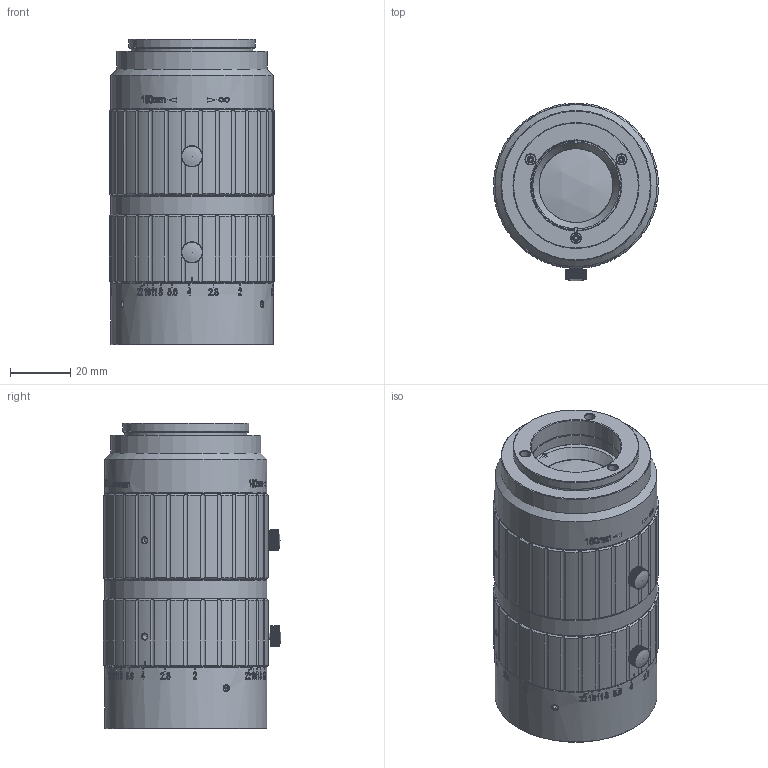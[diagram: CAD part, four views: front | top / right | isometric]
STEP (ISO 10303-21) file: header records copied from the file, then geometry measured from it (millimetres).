
FILE_DESCRIPTION(/* description */ (''),/* implementation_level */ '2;1');
FILE_NAME(/* name */ '__IR3520A_ALL.stp',/* time_stamp */ '2021-02-24T08:59:51+08:00',/* author */ (''),/* organization */ (''),/* preprocessor_version */ 'ST-DEVELOPER v16',/* originating_system */ 'SIEMENS PLM Software NX 10.0',/* authorisation */ '');
FILE_SCHEMA (('AUTOMOTIVE_DESIGN { 1 0 10303 214 3 1 1 1 }'));
Products named in the file (1): Admi23CC1D7Bymb6
Bounding box: 54.98 x 59.15 x 101.91 mm (x, y, z)
Volume: 88696.1 mm3; surface area: 74178.4 mm2
Topology: 15 solids, 15 shells, 2128 faces, 5755 edges, 3815 vertices
Faces by surface type: plane 903, extrusion 575, cylinder 532, cone 87, bspline 26, sphere 5
Full cylindrical faces by diameter (mm): 1.3 x3, 1.5 x1, 1.8 x6, 2 x9, 2.05 x2, 3.3 x4, 24.6 x1, 27 x2, 30 x2, 32.8 x1, 34 x1, 34.7 x1, 35.8 x1, 36.8 x1, 38.4 x1, 39.2 x1, 39.6 x1, 40.6 x1, 40.8 x2, 42 x2, 43.4 x1, 44.4 x1, 45 x1, 46.4 x1, 46.8 x1, 47.4 x1, 47.8 x1, 48 x1, 48.4 x4, 48.8 x1
Entity records: 91063 total; most frequent: CARTESIAN_POINT 40830, ORIENTED_EDGE 11080, DIRECTION 8661, EDGE_CURVE 5540, VERTEX_POINT 3757, AXIS2_PLACEMENT_3D 3002, VECTOR 2657, B_SPLINE_CURVE_WITH_KNOTS 2558
